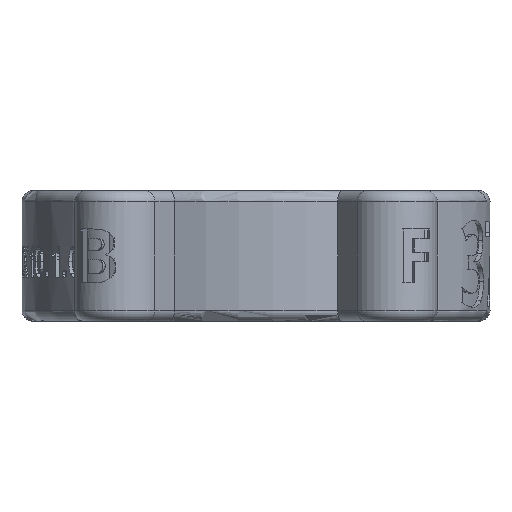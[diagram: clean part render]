
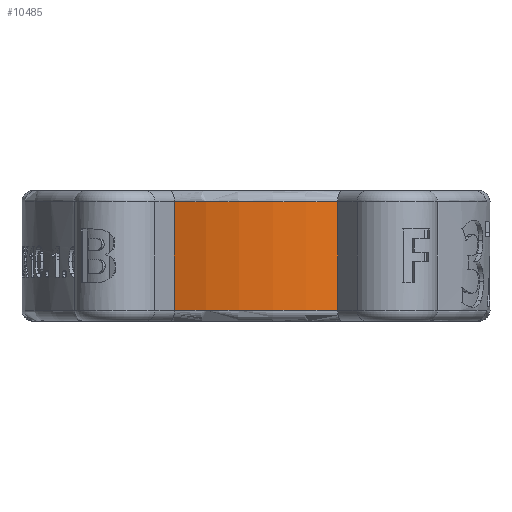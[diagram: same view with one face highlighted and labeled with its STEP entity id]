
A CAD part, front view. The second image highlights one B-rep face of the part: STEP entity #10485.
In plain terms, the highlighted cylindrical face has radius 21.5 mm (diameter 43 mm), a partial arc.
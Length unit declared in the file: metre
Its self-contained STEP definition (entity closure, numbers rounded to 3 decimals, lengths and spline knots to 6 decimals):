
#372=CYLINDRICAL_SURFACE('',#11304,0.0215);
#1166=LINE('',#16135,#1912);
#1167=LINE('',#16140,#1913);
#1912=VECTOR('',#12435,1.);
#1913=VECTOR('',#12438,1.);
#3133=ORIENTED_EDGE('',*,*,#6347,.F.);
#3134=ORIENTED_EDGE('',*,*,#6348,.T.);
#3135=ORIENTED_EDGE('',*,*,#6349,.T.);
#3136=ORIENTED_EDGE('',*,*,#6350,.T.);
#6347=EDGE_CURVE('',#7958,#7959,#1166,.T.);
#6348=EDGE_CURVE('',#7958,#7960,#8707,.F.);
#6349=EDGE_CURVE('',#7960,#7961,#1167,.T.);
#6350=EDGE_CURVE('',#7961,#7959,#8708,.T.);
#7958=VERTEX_POINT('',#16136);
#7959=VERTEX_POINT('',#16137);
#7960=VERTEX_POINT('',#16139);
#7961=VERTEX_POINT('',#16141);
#8707=CIRCLE('',#11305,0.0215);
#8708=CIRCLE('',#11306,0.0215);
#8938=EDGE_LOOP('',(#3133,#3134,#3135,#3136));
#9607=FACE_BOUND('',#8938,.T.);
#10485=ADVANCED_FACE('',(#9607),#372,.T.);
#11304=AXIS2_PLACEMENT_3D('',#16134,#12433,#12434);
#11305=AXIS2_PLACEMENT_3D('',#16138,#12436,#12437);
#11306=AXIS2_PLACEMENT_3D('',#16142,#12439,#12440);
#12433=DIRECTION('',(0.,0.,-1.));
#12434=DIRECTION('',(-1.,0.,0.));
#12435=DIRECTION('',(0.,0.,-1.));
#12436=DIRECTION('',(0.,0.,1.));
#12437=DIRECTION('',(1.,0.,0.));
#12438=DIRECTION('',(0.,0.,-1.));
#12439=DIRECTION('',(0.,0.,1.));
#12440=DIRECTION('',(1.,0.,0.));
#16134=CARTESIAN_POINT('',(0.,0.,0.005));
#16135=CARTESIAN_POINT('',(0.007501,-0.020149,0.005));
#16136=CARTESIAN_POINT('',(0.007501,-0.020149,0.005));
#16137=CARTESIAN_POINT('',(0.007501,-0.020149,-0.005));
#16138=CARTESIAN_POINT('',(0.,0.,0.005));
#16139=CARTESIAN_POINT('',(-0.007501,-0.020149,0.005));
#16140=CARTESIAN_POINT('',(-0.007501,-0.020149,0.005));
#16141=CARTESIAN_POINT('',(-0.007501,-0.020149,-0.005));
#16142=CARTESIAN_POINT('',(0.,0.,-0.005));
